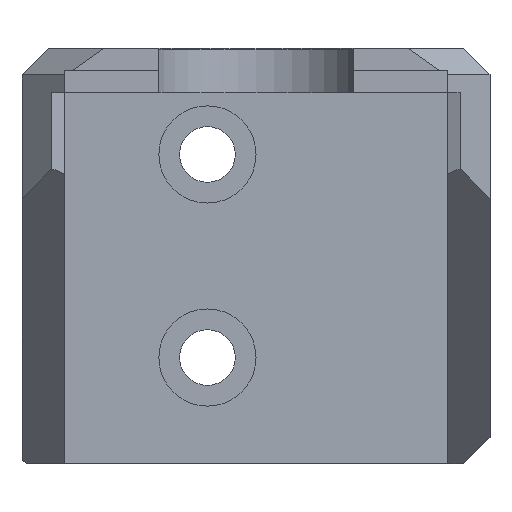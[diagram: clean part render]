
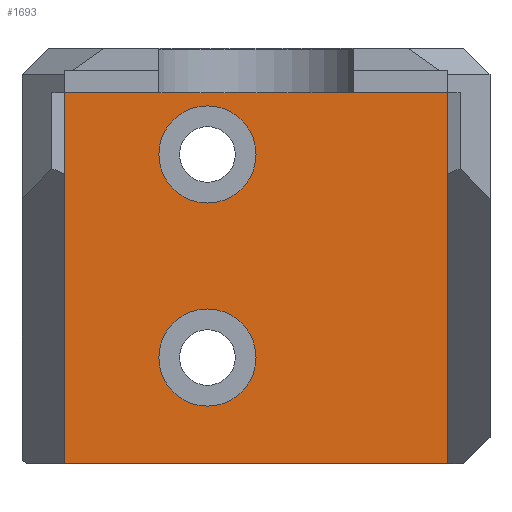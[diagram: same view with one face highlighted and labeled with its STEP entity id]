
A CAD part, front view. The second image highlights one B-rep face of the part: STEP entity #1693.
In plain terms, the highlighted planar face has unit normal (0, -1, 0).
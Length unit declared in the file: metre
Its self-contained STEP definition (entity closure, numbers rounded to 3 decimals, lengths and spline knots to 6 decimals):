
#83=CIRCLE('',#1843,0.0055);
#84=CIRCLE('',#1844,0.0055);
#322=ORIENTED_EDGE('',*,*,#741,.F.);
#323=ORIENTED_EDGE('',*,*,#742,.F.);
#324=ORIENTED_EDGE('',*,*,#590,.T.);
#325=ORIENTED_EDGE('',*,*,#743,.F.);
#326=ORIENTED_EDGE('',*,*,#744,.F.);
#327=ORIENTED_EDGE('',*,*,#739,.T.);
#590=EDGE_CURVE('',#828,#827,#979,.T.);
#739=EDGE_CURVE('',#937,#828,#1091,.T.);
#741=EDGE_CURVE('',#938,#938,#83,.T.);
#742=EDGE_CURVE('',#939,#939,#84,.T.);
#743=EDGE_CURVE('',#940,#827,#1093,.T.);
#744=EDGE_CURVE('',#937,#940,#1094,.T.);
#827=VERTEX_POINT('',#2435);
#828=VERTEX_POINT('',#2437);
#937=VERTEX_POINT('',#2738);
#938=VERTEX_POINT('',#2742);
#939=VERTEX_POINT('',#2744);
#940=VERTEX_POINT('',#2746);
#979=LINE('',#2436,#1166);
#1091=LINE('',#2737,#1278);
#1093=LINE('',#2745,#1280);
#1094=LINE('',#2747,#1281);
#1166=VECTOR('',#1942,1.);
#1278=VECTOR('',#2198,1.);
#1280=VECTOR('',#2206,1.);
#1281=VECTOR('',#2207,1.);
#1388=EDGE_LOOP('',(#322));
#1389=EDGE_LOOP('',(#323));
#1390=EDGE_LOOP('',(#324,#325,#326,#327));
#1513=FACE_BOUND('',#1388,.T.);
#1514=FACE_BOUND('',#1389,.T.);
#1515=FACE_BOUND('',#1390,.T.);
#1613=PLANE('',#1842);
#1693=ADVANCED_FACE('',(#1513,#1514,#1515),#1613,.F.);
#1842=AXIS2_PLACEMENT_3D('',#2740,#2200,#2201);
#1843=AXIS2_PLACEMENT_3D('',#2741,#2202,#2203);
#1844=AXIS2_PLACEMENT_3D('',#2743,#2204,#2205);
#1942=DIRECTION('',(-1.,0.,0.));
#2198=DIRECTION('',(0.,0.,1.));
#2200=DIRECTION('',(0.,1.,0.));
#2201=DIRECTION('',(0.,0.,1.));
#2202=DIRECTION('',(0.,-1.,0.));
#2203=DIRECTION('',(0.,0.,-1.));
#2204=DIRECTION('',(0.,-1.,0.));
#2205=DIRECTION('',(0.,0.,-1.));
#2206=DIRECTION('',(0.,0.,1.));
#2207=DIRECTION('',(-1.,0.,0.));
#2435=CARTESIAN_POINT('',(-0.0012,-0.0385,0.));
#2436=CARTESIAN_POINT('',(0.0205,-0.0385,0.));
#2437=CARTESIAN_POINT('',(0.0422,-0.0385,0.));
#2737=CARTESIAN_POINT('',(0.0422,-0.0385,-0.042));
#2738=CARTESIAN_POINT('',(0.0422,-0.0385,-0.042));
#2740=CARTESIAN_POINT('',(0.0205,-0.0385,-0.042));
#2741=CARTESIAN_POINT('',(0.015,-0.0385,-0.007));
#2742=CARTESIAN_POINT('',(0.015,-0.0385,-0.0125));
#2743=CARTESIAN_POINT('',(0.015,-0.0385,-0.03));
#2744=CARTESIAN_POINT('',(0.015,-0.0385,-0.0355));
#2745=CARTESIAN_POINT('',(-0.0012,-0.0385,-0.042));
#2746=CARTESIAN_POINT('',(-0.0012,-0.0385,-0.042));
#2747=CARTESIAN_POINT('',(0.0205,-0.0385,-0.042));
